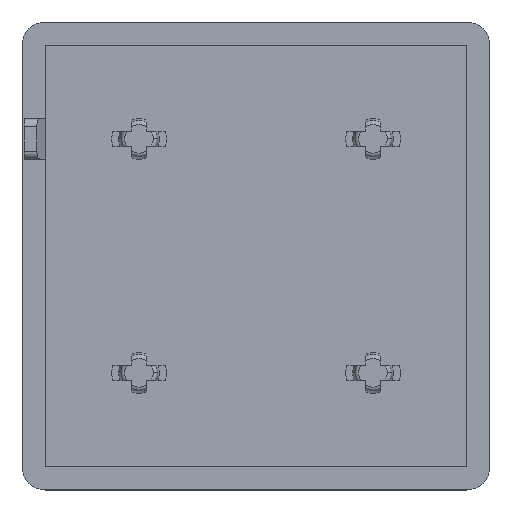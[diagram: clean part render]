
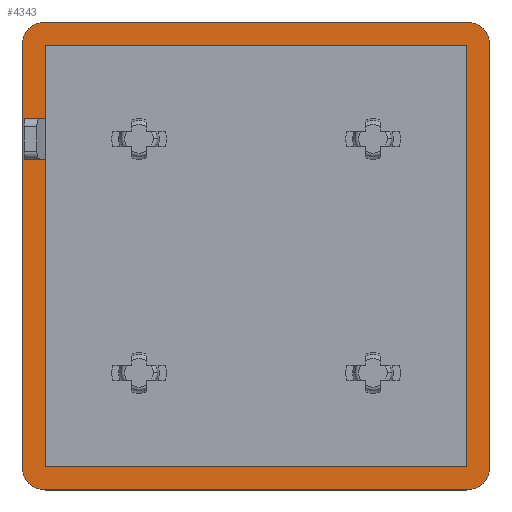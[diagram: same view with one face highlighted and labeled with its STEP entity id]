
A CAD part, top view. The second image highlights one B-rep face of the part: STEP entity #4343.
In plain terms, the highlighted planar face has unit normal (0, 0, 1).
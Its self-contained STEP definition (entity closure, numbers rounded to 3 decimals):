
#18 = VERTEX_POINT ( 'NONE', #532 ) ;
#100 = EDGE_CURVE ( 'NONE', #1810, #4858, #355, .T. ) ;
#228 = LINE ( 'NONE', #639, #277 ) ;
#254 = CARTESIAN_POINT ( 'NONE',  ( 45., -42., 3. ) ) ;
#259 = VECTOR ( 'NONE', #2094, 1000. ) ;
#277 = VECTOR ( 'NONE', #654, 1000. ) ;
#305 = LINE ( 'NONE', #2101, #259 ) ;
#317 = DIRECTION ( 'NONE',  ( -1., 0., 0. ) ) ;
#345 = CARTESIAN_POINT ( 'NONE',  ( -15., 15., 3. ) ) ;
#349 = VECTOR ( 'NONE', #4607, 1000. ) ;
#355 = LINE ( 'NONE', #4626, #349 ) ;
#362 = CARTESIAN_POINT ( 'NONE',  ( -12., 15., 3. ) ) ;
#532 = CARTESIAN_POINT ( 'NONE',  ( -12., 2.6, 3. ) ) ;
#537 = AXIS2_PLACEMENT_3D ( 'NONE', #1302, #1299, #1298 ) ;
#639 = CARTESIAN_POINT ( 'NONE',  ( -12., 12., 3. ) ) ;
#648 = EDGE_CURVE ( 'NONE', #4455, #2944, #4306, .T. ) ;
#654 = DIRECTION ( 'NONE',  ( 0., -1., 0. ) ) ;
#732 = VECTOR ( 'NONE', #2564, 1000. ) ;
#760 = VECTOR ( 'NONE', #2915, 1000. ) ;
#765 = EDGE_CURVE ( 'NONE', #4858, #2199, #4108, .T. ) ;
#825 = LINE ( 'NONE', #2757, #760 ) ;
#1030 = LINE ( 'NONE', #2562, #732 ) ;
#1061 = EDGE_CURVE ( 'NONE', #2944, #3290, #3663, .T. ) ;
#1153 = LINE ( 'NONE', #1317, #1234 ) ;
#1170 = AXIS2_PLACEMENT_3D ( 'NONE', #1484, #1518, #1498 ) ;
#1234 = VECTOR ( 'NONE', #4010, 1000. ) ;
#1298 = DIRECTION ( 'NONE',  ( 1., 0., 0. ) ) ;
#1299 = DIRECTION ( 'NONE',  ( 0., 0., 1. ) ) ;
#1302 = CARTESIAN_POINT ( 'NONE',  ( -12., -42., 3. ) ) ;
#1310 = VERTEX_POINT ( 'NONE', #2286 ) ;
#1317 = CARTESIAN_POINT ( 'NONE',  ( -15., -45., 3. ) ) ;
#1373 = CARTESIAN_POINT ( 'NONE',  ( 42., 15., 3. ) ) ;
#1381 = VERTEX_POINT ( 'NONE', #1902 ) ;
#1484 = CARTESIAN_POINT ( 'NONE',  ( -12., 12., 3. ) ) ;
#1498 = DIRECTION ( 'NONE',  ( 1., 0., 0. ) ) ;
#1506 = VECTOR ( 'NONE', #4752, 1000. ) ;
#1511 = LINE ( 'NONE', #4774, #1506 ) ;
#1518 = DIRECTION ( 'NONE',  ( 0., 0., 1. ) ) ;
#1614 = DIRECTION ( 'NONE',  ( 0., 1., 0. ) ) ;
#1629 = VECTOR ( 'NONE', #4628, 1000. ) ;
#1639 = LINE ( 'NONE', #4640, #1629 ) ;
#1663 = CARTESIAN_POINT ( 'NONE',  ( 42., 12., 3. ) ) ;
#1711 = ORIENTED_EDGE ( 'NONE', *, *, #100, .T. ) ;
#1714 = ORIENTED_EDGE ( 'NONE', *, *, #765, .T. ) ;
#1773 = CARTESIAN_POINT ( 'NONE',  ( -12., 12., 3. ) ) ;
#1774 = VERTEX_POINT ( 'NONE', #2337 ) ;
#1810 = VERTEX_POINT ( 'NONE', #2180 ) ;
#1824 = ORIENTED_EDGE ( 'NONE', *, *, #2696, .T. ) ;
#1863 = AXIS2_PLACEMENT_3D ( 'NONE', #1943, #1937, #1931 ) ;
#1867 = DIRECTION ( 'NONE',  ( -1., 0., 0. ) ) ;
#1902 = CARTESIAN_POINT ( 'NONE',  ( -12., 12., 3. ) ) ;
#1931 = DIRECTION ( 'NONE',  ( 1., 0., 0. ) ) ;
#1937 = DIRECTION ( 'NONE',  ( 0., 0., 1. ) ) ;
#1943 = CARTESIAN_POINT ( 'NONE',  ( 42., 12., 3. ) ) ;
#1960 = EDGE_CURVE ( 'NONE', #2830, #1381, #2342, .T. ) ;
#2020 = VECTOR ( 'NONE', #3786, 1000. ) ;
#2049 = EDGE_CURVE ( 'NONE', #1381, #18, #2062, .T. ) ;
#2051 = FACE_BOUND ( 'NONE', #4721, .T. ) ;
#2059 = CARTESIAN_POINT ( 'NONE',  ( 42., 12., 3. ) ) ;
#2060 = VERTEX_POINT ( 'NONE', #3564 ) ;
#2062 = LINE ( 'NONE', #3837, #2020 ) ;
#2094 = DIRECTION ( 'NONE',  ( 0., 1., 0. ) ) ;
#2101 = CARTESIAN_POINT ( 'NONE',  ( 45., 15., 3. ) ) ;
#2117 = CARTESIAN_POINT ( 'NONE',  ( -15., -42., 3. ) ) ;
#2154 = FACE_OUTER_BOUND ( 'NONE', #4299, .T. ) ;
#2180 = CARTESIAN_POINT ( 'NONE',  ( -15., 12., 3. ) ) ;
#2199 = VERTEX_POINT ( 'NONE', #4147 ) ;
#2262 = VERTEX_POINT ( 'NONE', #4368 ) ;
#2286 = CARTESIAN_POINT ( 'NONE',  ( -12., -2.6, 3. ) ) ;
#2337 = CARTESIAN_POINT ( 'NONE',  ( 42., -45., 3. ) ) ;
#2342 = LINE ( 'NONE', #1773, #2349 ) ;
#2349 = VECTOR ( 'NONE', #1867, 1000. ) ;
#2369 = VERTEX_POINT ( 'NONE', #4623 ) ;
#2385 = EDGE_CURVE ( 'NONE', #2060, #18, #1639, .T. ) ;
#2479 = EDGE_CURVE ( 'NONE', #2369, #2060, #1511, .T. ) ;
#2523 = CARTESIAN_POINT ( 'NONE',  ( 42., -42., 3. ) ) ;
#2532 = DIRECTION ( 'NONE',  ( 1., 0., 0. ) ) ;
#2539 = DIRECTION ( 'NONE',  ( 0., 0., 1. ) ) ;
#2562 = CARTESIAN_POINT ( 'NONE',  ( -12., -42., 3. ) ) ;
#2564 = DIRECTION ( 'NONE',  ( 1., 0., 0. ) ) ;
#2696 = EDGE_CURVE ( 'NONE', #2199, #1774, #1153, .T. ) ;
#2757 = CARTESIAN_POINT ( 'NONE',  ( 45., -2.6, 3. ) ) ;
#2785 = ORIENTED_EDGE ( 'NONE', *, *, #1061, .T. ) ;
#2816 = EDGE_CURVE ( 'NONE', #1310, #2369, #825, .T. ) ;
#2828 = AXIS2_PLACEMENT_3D ( 'NONE', #3950, #3931, #3926 ) ;
#2830 = VERTEX_POINT ( 'NONE', #2059 ) ;
#2844 = ORIENTED_EDGE ( 'NONE', *, *, #4866, .T. ) ;
#2885 = ORIENTED_EDGE ( 'NONE', *, *, #648, .T. ) ;
#2915 = DIRECTION ( 'NONE',  ( -1., 0., 0. ) ) ;
#2944 = VERTEX_POINT ( 'NONE', #1373 ) ;
#2972 = ORIENTED_EDGE ( 'NONE', *, *, #3682, .T. ) ;
#3022 = ORIENTED_EDGE ( 'NONE', *, *, #3193, .F. ) ;
#3037 = ORIENTED_EDGE ( 'NONE', *, *, #3832, .T. ) ;
#3098 = ORIENTED_EDGE ( 'NONE', *, *, #2479, .T. ) ;
#3121 = ORIENTED_EDGE ( 'NONE', *, *, #2816, .T. ) ;
#3193 = EDGE_CURVE ( 'NONE', #1310, #2262, #228, .T. ) ;
#3239 = ORIENTED_EDGE ( 'NONE', *, *, #2049, .F. ) ;
#3290 = VERTEX_POINT ( 'NONE', #362 ) ;
#3301 = ORIENTED_EDGE ( 'NONE', *, *, #2385, .T. ) ;
#3327 = VERTEX_POINT ( 'NONE', #254 ) ;
#3424 = ORIENTED_EDGE ( 'NONE', *, *, #1960, .F. ) ;
#3477 = ORIENTED_EDGE ( 'NONE', *, *, #3814, .F. ) ;
#3490 = CIRCLE ( 'NONE', #1170, 3. ) ;
#3496 = VECTOR ( 'NONE', #1614, 1000. ) ;
#3499 = LINE ( 'NONE', #1663, #3496 ) ;
#3529 = CARTESIAN_POINT ( 'NONE',  ( 45., 12., 3. ) ) ;
#3564 = CARTESIAN_POINT ( 'NONE',  ( -14.7, 2.6, 3. ) ) ;
#3565 = ORIENTED_EDGE ( 'NONE', *, *, #4720, .F. ) ;
#3658 = VECTOR ( 'NONE', #317, 1000. ) ;
#3663 = LINE ( 'NONE', #345, #3658 ) ;
#3682 = EDGE_CURVE ( 'NONE', #1774, #3327, #3791, .T. ) ;
#3765 = CARTESIAN_POINT ( 'NONE',  ( 42., -42., 3. ) ) ;
#3786 = DIRECTION ( 'NONE',  ( 0., -1., 0. ) ) ;
#3791 = CIRCLE ( 'NONE', #4058, 3. ) ;
#3814 = EDGE_CURVE ( 'NONE', #4393, #2830, #3499, .T. ) ;
#3832 = EDGE_CURVE ( 'NONE', #3290, #1810, #3490, .T. ) ;
#3837 = CARTESIAN_POINT ( 'NONE',  ( -12., 12., 3. ) ) ;
#3926 = DIRECTION ( 'NONE',  ( 1., 0., 0. ) ) ;
#3931 = DIRECTION ( 'NONE',  ( 0., 0., 1. ) ) ;
#3939 = PLANE ( 'NONE',  #2828 ) ;
#3950 = CARTESIAN_POINT ( 'NONE',  ( 45., -45., 3. ) ) ;
#4010 = DIRECTION ( 'NONE',  ( 1., 0., 0. ) ) ;
#4058 = AXIS2_PLACEMENT_3D ( 'NONE', #2523, #2539, #2532 ) ;
#4108 = CIRCLE ( 'NONE', #537, 3. ) ;
#4147 = CARTESIAN_POINT ( 'NONE',  ( -12., -45., 3. ) ) ;
#4299 = EDGE_LOOP ( 'NONE', ( #1711, #1714, #1824, #2972, #2844, #2885, #2785, #3037 ) ) ;
#4306 = CIRCLE ( 'NONE', #1863, 3. ) ;
#4343 = ADVANCED_FACE ( 'NONE', ( #2154, #2051 ), #3939, .T. ) ;
#4368 = CARTESIAN_POINT ( 'NONE',  ( -12., -42., 3. ) ) ;
#4393 = VERTEX_POINT ( 'NONE', #3765 ) ;
#4455 = VERTEX_POINT ( 'NONE', #3529 ) ;
#4607 = DIRECTION ( 'NONE',  ( 0., -1., 0. ) ) ;
#4623 = CARTESIAN_POINT ( 'NONE',  ( -14.7, -2.6, 3. ) ) ;
#4626 = CARTESIAN_POINT ( 'NONE',  ( -15., 15., 3. ) ) ;
#4628 = DIRECTION ( 'NONE',  ( 1., 0., 0. ) ) ;
#4640 = CARTESIAN_POINT ( 'NONE',  ( 45., 2.6, 3. ) ) ;
#4720 = EDGE_CURVE ( 'NONE', #2262, #4393, #1030, .T. ) ;
#4721 = EDGE_LOOP ( 'NONE', ( #3022, #3121, #3098, #3301, #3239, #3424, #3477, #3565 ) ) ;
#4752 = DIRECTION ( 'NONE',  ( 0., 1., 0. ) ) ;
#4774 = CARTESIAN_POINT ( 'NONE',  ( -14.7, -45., 3. ) ) ;
#4858 = VERTEX_POINT ( 'NONE', #2117 ) ;
#4866 = EDGE_CURVE ( 'NONE', #3327, #4455, #305, .T. ) ;
